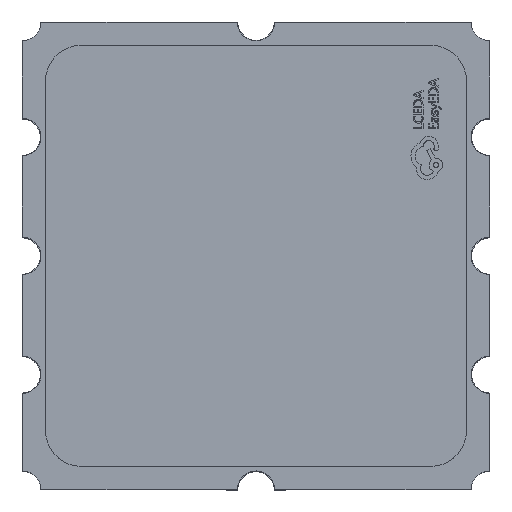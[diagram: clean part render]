
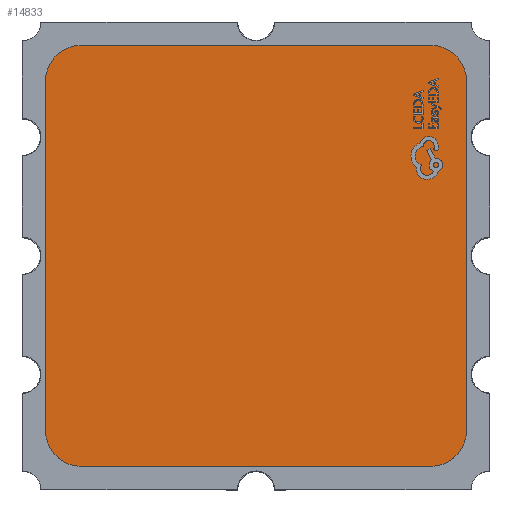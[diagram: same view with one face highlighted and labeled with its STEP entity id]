
A CAD part, top view. The second image highlights one B-rep face of the part: STEP entity #14833.
In plain terms, the highlighted planar face has unit normal (0, 0, 1).
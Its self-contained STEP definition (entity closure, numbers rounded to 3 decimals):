
#25 = EDGE_CURVE ( 'NONE', #8745, #11329, #8504, .T. ) ;
#231 = VERTEX_POINT ( 'NONE', #15462 ) ;
#347 = CARTESIAN_POINT ( 'NONE',  ( 2.25, -1.87, 1.93 ) ) ;
#466 = DIRECTION ( 'NONE',  ( -1., 0., 0. ) ) ;
#1218 = PLANE ( 'NONE',  #14134 ) ;
#1229 = VECTOR ( 'NONE', #466, 1000. ) ;
#1886 = AXIS2_PLACEMENT_3D ( 'NONE', #9684, #13704, #2819 ) ;
#2174 = CARTESIAN_POINT ( 'NONE',  ( -1.87, 2.25, 1.93 ) ) ;
#2223 = VERTEX_POINT ( 'NONE', #5600 ) ;
#2475 = VERTEX_POINT ( 'NONE', #8856 ) ;
#2756 = EDGE_CURVE ( 'NONE', #13860, #2475, #4261, .T. ) ;
#2819 = DIRECTION ( 'NONE',  ( 1., 0., 0. ) ) ;
#2925 = EDGE_CURVE ( 'NONE', #2475, #10518, #7035, .T. ) ;
#3054 = DIRECTION ( 'NONE',  ( 0., 0., 1. ) ) ;
#3562 = CIRCLE ( 'NONE', #4986, 0.38 ) ;
#3911 = EDGE_CURVE ( 'NONE', #16523, #231, #17721, .T. ) ;
#4086 = CARTESIAN_POINT ( 'NONE',  ( 1.87, 1.87, 1.93 ) ) ;
#4228 = VECTOR ( 'NONE', #15509, 1000. ) ;
#4261 = CIRCLE ( 'NONE', #4826, 0.38 ) ;
#4826 = AXIS2_PLACEMENT_3D ( 'NONE', #15565, #4992, #11505 ) ;
#4986 = AXIS2_PLACEMENT_3D ( 'NONE', #7498, #3054, #8650 ) ;
#4992 = DIRECTION ( 'NONE',  ( 0., 0., 1. ) ) ;
#5419 = FACE_OUTER_BOUND ( 'NONE', #13128, .T. ) ;
#5600 = CARTESIAN_POINT ( 'NONE',  ( 1.87, 2.25, 1.93 ) ) ;
#5655 = EDGE_CURVE ( 'NONE', #11329, #16523, #17036, .T. ) ;
#5839 = CARTESIAN_POINT ( 'NONE',  ( -1.87, -2.25, 1.93 ) ) ;
#6796 = ORIENTED_EDGE ( 'NONE', *, *, #2925, .T. ) ;
#7035 = LINE ( 'NONE', #15179, #16299 ) ;
#7256 = LINE ( 'NONE', #13957, #1229 ) ;
#7497 = EDGE_CURVE ( 'NONE', #2223, #13860, #7256, .T. ) ;
#7498 = CARTESIAN_POINT ( 'NONE',  ( 1.87, 1.87, 1.93 ) ) ;
#8149 = DIRECTION ( 'NONE',  ( 0., 0., 1. ) ) ;
#8494 = EDGE_CURVE ( 'NONE', #10518, #8745, #11540, .T. ) ;
#8504 = LINE ( 'NONE', #5839, #4228 ) ;
#8588 = EDGE_CURVE ( 'NONE', #231, #2223, #3562, .T. ) ;
#8650 = DIRECTION ( 'NONE',  ( -1., 0., 0. ) ) ;
#8745 = VERTEX_POINT ( 'NONE', #10634 ) ;
#8758 = ORIENTED_EDGE ( 'NONE', *, *, #5655, .T. ) ;
#8856 = CARTESIAN_POINT ( 'NONE',  ( -2.25, 1.87, 1.93 ) ) ;
#8919 = ORIENTED_EDGE ( 'NONE', *, *, #2756, .T. ) ;
#8998 = ORIENTED_EDGE ( 'NONE', *, *, #7497, .T. ) ;
#9684 = CARTESIAN_POINT ( 'NONE',  ( 1.87, -1.87, 1.93 ) ) ;
#10100 = VECTOR ( 'NONE', #15831, 1000. ) ;
#10518 = VERTEX_POINT ( 'NONE', #13700 ) ;
#10634 = CARTESIAN_POINT ( 'NONE',  ( -1.87, -2.25, 1.93 ) ) ;
#11329 = VERTEX_POINT ( 'NONE', #12619 ) ;
#11505 = DIRECTION ( 'NONE',  ( 1., 0., 0. ) ) ;
#11527 = ORIENTED_EDGE ( 'NONE', *, *, #8588, .T. ) ;
#11540 = CIRCLE ( 'NONE', #12686, 0.38 ) ;
#11876 = DIRECTION ( 'NONE',  ( 0., 0., -1. ) ) ;
#12305 = ORIENTED_EDGE ( 'NONE', *, *, #25, .T. ) ;
#12308 = DIRECTION ( 'NONE',  ( 0., -1., 0. ) ) ;
#12619 = CARTESIAN_POINT ( 'NONE',  ( 1.87, -2.25, 1.93 ) ) ;
#12686 = AXIS2_PLACEMENT_3D ( 'NONE', #13863, #8149, #13686 ) ;
#12901 = ORIENTED_EDGE ( 'NONE', *, *, #3911, .T. ) ;
#13128 = EDGE_LOOP ( 'NONE', ( #11527, #8998, #8919, #6796, #15841, #12305, #8758, #12901 ) ) ;
#13686 = DIRECTION ( 'NONE',  ( 1., 0., 0. ) ) ;
#13700 = CARTESIAN_POINT ( 'NONE',  ( -2.25, -1.87, 1.93 ) ) ;
#13704 = DIRECTION ( 'NONE',  ( 0., 0., 1. ) ) ;
#13860 = VERTEX_POINT ( 'NONE', #2174 ) ;
#13863 = CARTESIAN_POINT ( 'NONE',  ( -1.87, -1.87, 1.93 ) ) ;
#13957 = CARTESIAN_POINT ( 'NONE',  ( -1.87, 2.25, 1.93 ) ) ;
#14134 = AXIS2_PLACEMENT_3D ( 'NONE', #4086, #11876, #16354 ) ;
#14833 = ADVANCED_FACE ( 'NONE', ( #5419 ), #1218, .F. ) ;
#15179 = CARTESIAN_POINT ( 'NONE',  ( -2.25, 1.87, 1.93 ) ) ;
#15462 = CARTESIAN_POINT ( 'NONE',  ( 2.25, 1.87, 1.93 ) ) ;
#15509 = DIRECTION ( 'NONE',  ( 1., 0., 0. ) ) ;
#15565 = CARTESIAN_POINT ( 'NONE',  ( -1.87, 1.87, 1.93 ) ) ;
#15831 = DIRECTION ( 'NONE',  ( 0., 1., 0. ) ) ;
#15841 = ORIENTED_EDGE ( 'NONE', *, *, #8494, .T. ) ;
#16299 = VECTOR ( 'NONE', #12308, 1000. ) ;
#16354 = DIRECTION ( 'NONE',  ( -1., 0., 0. ) ) ;
#16523 = VERTEX_POINT ( 'NONE', #347 ) ;
#17036 = CIRCLE ( 'NONE', #1886, 0.38 ) ;
#17635 = CARTESIAN_POINT ( 'NONE',  ( 2.25, 1.87, 1.93 ) ) ;
#17721 = LINE ( 'NONE', #17635, #10100 ) ;
